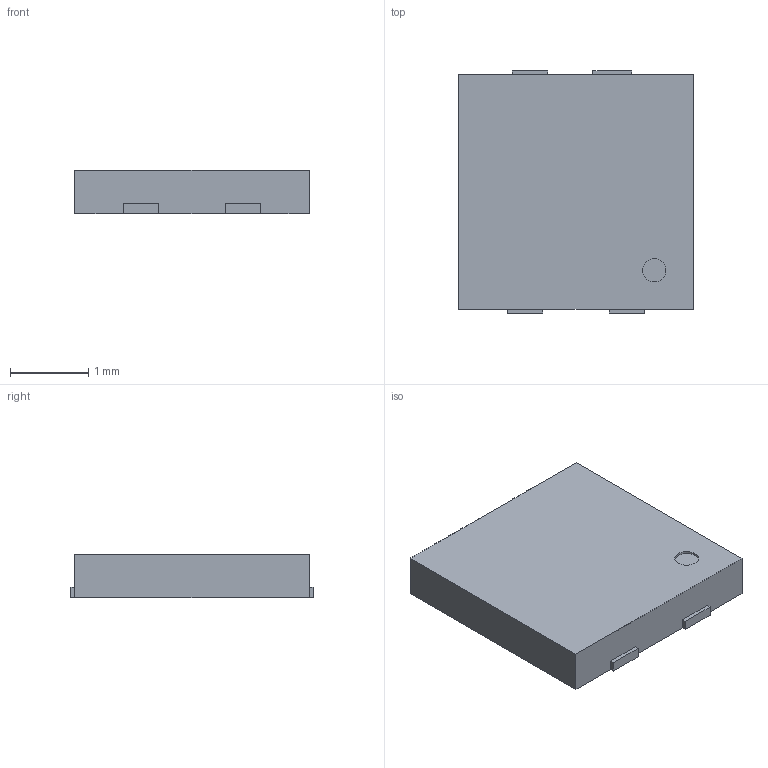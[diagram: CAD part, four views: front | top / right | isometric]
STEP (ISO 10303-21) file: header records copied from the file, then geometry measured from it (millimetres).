
FILE_DESCRIPTION(('HOOPS Exchange Step'),'2;1');
FILE_NAME('temp_export','2023-01-16T15:24:22+08:00',('30abd'),('Shapr3D Limited'),'HOOPS Exchange 2022.0','Shapr3D','Authorized');
FILE_SCHEMA( ('AUTOMOTIVE_DESIGN { 1 0 10303 214 1 1 1 1 }') );
Length unit declared in the file: millimetre
Products named in the file (1): root
Bounding box: 3 x 3.1 x 0.55 mm (x, y, z)
Volume: 5 mm3; surface area: 36.7 mm2
Topology: 6 solids, 6 shells, 83 faces, 207 edges, 138 vertices
Faces by surface type: plane 82, cylinder 1
Full cylindrical faces by diameter (mm): 0.3 x1
Entity records: 2449 total; most frequent: CARTESIAN_POINT 429, ORIENTED_EDGE 414, DIRECTION 377, EDGE_CURVE 207, VECTOR 205, LINE 205, VERTEX_POINT 138, AXIS2_PLACEMENT_3D 86
